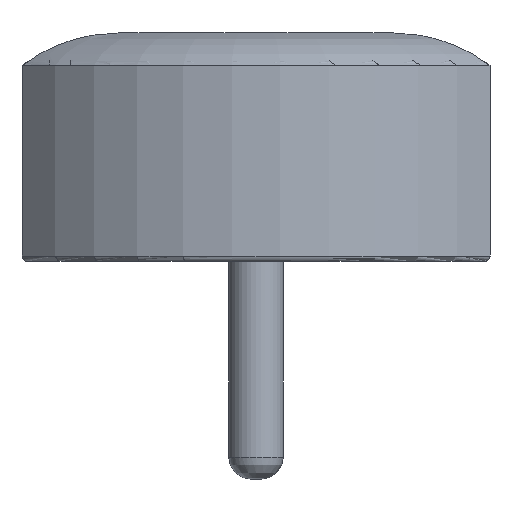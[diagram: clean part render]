
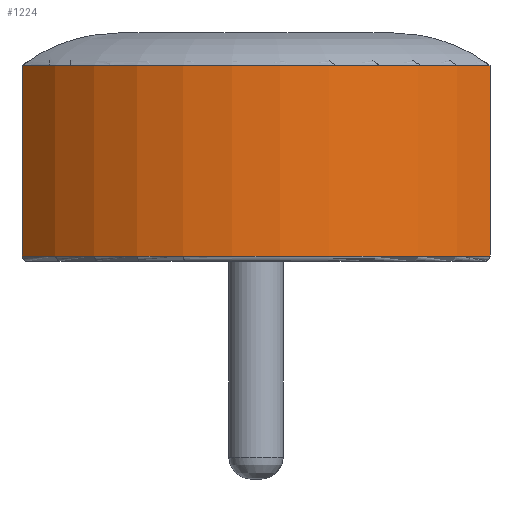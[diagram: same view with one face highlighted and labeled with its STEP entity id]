
A CAD part, left-side view. The second image highlights one B-rep face of the part: STEP entity #1224.
In plain terms, the highlighted cylindrical face has radius 2.726 mm (diameter 5.452 mm), a partial arc.
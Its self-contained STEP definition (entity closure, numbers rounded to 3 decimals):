
#78=CYLINDRICAL_SURFACE('',#1365,2.726);
#142=FACE_OUTER_BOUND('',#224,.T.);
#224=EDGE_LOOP('',(#1027,#1028,#1029,#1030));
#301=CIRCLE('',#1361,2.726);
#302=CIRCLE('',#1366,2.726);
#393=LINE('',#2102,#481);
#397=LINE('',#2178,#485);
#481=VECTOR('',#1645,10.);
#485=VECTOR('',#1669,10.);
#579=VERTEX_POINT('',#2098);
#580=VERTEX_POINT('',#2100);
#585=VERTEX_POINT('',#2113);
#586=VERTEX_POINT('',#2176);
#729=EDGE_CURVE('',#579,#580,#393,.T.);
#734=EDGE_CURVE('',#585,#580,#301,.T.);
#740=EDGE_CURVE('',#586,#579,#302,.T.);
#741=EDGE_CURVE('',#585,#586,#397,.T.);
#1027=ORIENTED_EDGE('',*,*,#740,.T.);
#1028=ORIENTED_EDGE('',*,*,#729,.T.);
#1029=ORIENTED_EDGE('',*,*,#734,.F.);
#1030=ORIENTED_EDGE('',*,*,#741,.T.);
#1224=ADVANCED_FACE('',(#142),#78,.T.);
#1361=AXIS2_PLACEMENT_3D('',#2114,#1656,#1657);
#1365=AXIS2_PLACEMENT_3D('',#2175,#1665,#1666);
#1366=AXIS2_PLACEMENT_3D('',#2177,#1667,#1668);
#1645=DIRECTION('',(0.,0.,-1.));
#1656=DIRECTION('center_axis',(0.,0.,-1.));
#1657=DIRECTION('ref_axis',(-1.,0.,0.));
#1665=DIRECTION('center_axis',(0.,0.,1.));
#1666=DIRECTION('ref_axis',(-0.615,0.789,0.));
#1667=DIRECTION('center_axis',(0.,0.,-1.));
#1668=DIRECTION('ref_axis',(-0.615,0.789,0.));
#1669=DIRECTION('',(0.,0.,1.));
#2098=CARTESIAN_POINT('',(-1.5,2.15,0.));
#2100=CARTESIAN_POINT('',(-1.5,2.15,-1.75));
#2102=CARTESIAN_POINT('',(-1.5,2.15,0.));
#2113=CARTESIAN_POINT('',(-1.5,-2.15,-1.75));
#2114=CARTESIAN_POINT('Origin',(0.176,0.,-1.75));
#2175=CARTESIAN_POINT('Origin',(0.176,0.,0.));
#2176=CARTESIAN_POINT('',(-1.5,-2.15,0.));
#2177=CARTESIAN_POINT('Origin',(0.176,0.,0.));
#2178=CARTESIAN_POINT('',(-1.5,-2.15,0.));
